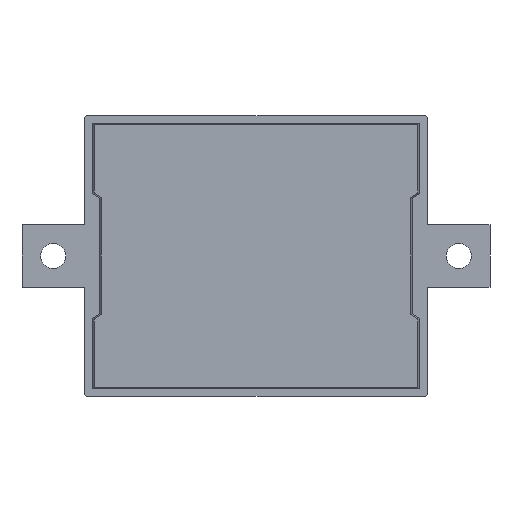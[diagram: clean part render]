
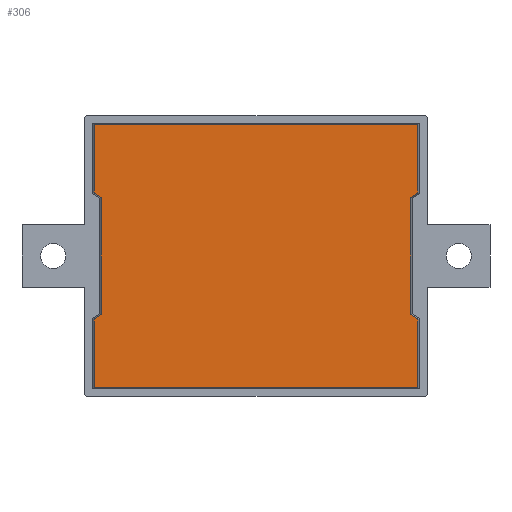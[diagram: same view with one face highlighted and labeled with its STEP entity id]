
A CAD part, front view. The second image highlights one B-rep face of the part: STEP entity #306.
In plain terms, the highlighted planar face has unit normal (0, -1, 0).
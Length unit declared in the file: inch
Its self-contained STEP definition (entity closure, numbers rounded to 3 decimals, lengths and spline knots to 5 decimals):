
#22 = VERTEX_POINT ( 'NONE', #370 ) ;
#35 = CARTESIAN_POINT ( 'NONE',  ( 0.20432, -0.06693, -0.16593 ) ) ;
#39 = VECTOR ( 'NONE', #1154, 39.37008 ) ;
#42 = VERTEX_POINT ( 'NONE', #1334 ) ;
#87 = AXIS2_PLACEMENT_3D ( 'NONE', #862, #685, #672 ) ;
#93 = ORIENTED_EDGE ( 'NONE', *, *, #1864, .T. ) ;
#117 = VECTOR ( 'NONE', #1661, 39.37008 ) ;
#126 = VECTOR ( 'NONE', #2354, 39.37008 ) ;
#134 = EDGE_CURVE ( 'NONE', #1695, #1829, #821, .T. ) ;
#141 = VERTEX_POINT ( 'NONE', #35 ) ;
#146 = VERTEX_POINT ( 'NONE', #2332 ) ;
#166 = EDGE_CURVE ( 'NONE', #794, #2262, #784, .T. ) ;
#193 = CARTESIAN_POINT ( 'NONE',  ( 0.19546, -0.06693, -0.07283 ) ) ;
#221 = CARTESIAN_POINT ( 'NONE',  ( -0.20432, -0.06693, -0.07874 ) ) ;
#260 = CARTESIAN_POINT ( 'NONE',  ( -0.19546, -0.06693, 0.07283 ) ) ;
#279 = ORIENTED_EDGE ( 'NONE', *, *, #166, .T. ) ;
#295 = EDGE_LOOP ( 'NONE', ( #279, #1472, #1790, #1136, #499, #93, #2221, #1839, #2201, #1341, #323, #2073 ) ) ;
#306 = ADVANCED_FACE ( 'NONE', ( #1610 ), #2378, .T. ) ;
#323 = ORIENTED_EDGE ( 'NONE', *, *, #1190, .T. ) ;
#356 = VECTOR ( 'NONE', #1980, 39.37008 ) ;
#366 = LINE ( 'NONE', #780, #549 ) ;
#370 = CARTESIAN_POINT ( 'NONE',  ( 0.19546, -0.06693, -0.07358 ) ) ;
#375 = EDGE_CURVE ( 'NONE', #22, #42, #1484, .T. ) ;
#401 = LINE ( 'NONE', #1476, #1032 ) ;
#446 = EDGE_CURVE ( 'NONE', #2262, #1695, #733, .T. ) ;
#499 = ORIENTED_EDGE ( 'NONE', *, *, #1627, .T. ) ;
#549 = VECTOR ( 'NONE', #1495, 39.37008 ) ;
#564 = DIRECTION ( 'NONE',  ( 0.832, 0., -0.555 ) ) ;
#616 = CARTESIAN_POINT ( 'NONE',  ( -0.19546, -0.06693, -0.07358 ) ) ;
#668 = CARTESIAN_POINT ( 'NONE',  ( -0.20432, -0.06693, 0.07948 ) ) ;
#672 = DIRECTION ( 'NONE',  ( 0., 0., -1. ) ) ;
#685 = DIRECTION ( 'NONE',  ( 0., -1., 0. ) ) ;
#695 = VERTEX_POINT ( 'NONE', #668 ) ;
#722 = DIRECTION ( 'NONE',  ( 0., 0., 1. ) ) ;
#733 = LINE ( 'NONE', #743, #1714 ) ;
#743 = CARTESIAN_POINT ( 'NONE',  ( -0.19608, -0.06693, -0.07399 ) ) ;
#780 = CARTESIAN_POINT ( 'NONE',  ( -0.20432, -0.06693, 0.16732 ) ) ;
#784 = LINE ( 'NONE', #260, #1158 ) ;
#794 = VERTEX_POINT ( 'NONE', #2056 ) ;
#821 = LINE ( 'NONE', #221, #126 ) ;
#829 = DIRECTION ( 'NONE',  ( 0., 0., -1. ) ) ;
#846 = LINE ( 'NONE', #2383, #2400 ) ;
#862 = CARTESIAN_POINT ( 'NONE',  ( 0., -0.06693, 0. ) ) ;
#898 = LINE ( 'NONE', #1651, #1620 ) ;
#905 = LINE ( 'NONE', #1118, #117 ) ;
#1032 = VECTOR ( 'NONE', #564, 39.37008 ) ;
#1118 = CARTESIAN_POINT ( 'NONE',  ( 0.20494, -0.06693, -0.0799 ) ) ;
#1136 = ORIENTED_EDGE ( 'NONE', *, *, #2122, .T. ) ;
#1150 = EDGE_CURVE ( 'NONE', #1447, #146, #898, .T. ) ;
#1154 = DIRECTION ( 'NONE',  ( 0.832, 0., 0.555 ) ) ;
#1158 = VECTOR ( 'NONE', #829, 39.37008 ) ;
#1190 = EDGE_CURVE ( 'NONE', #146, #695, #366, .T. ) ;
#1201 = VECTOR ( 'NONE', #722, 39.37008 ) ;
#1266 = CARTESIAN_POINT ( 'NONE',  ( -0.20571, -0.06693, -0.16593 ) ) ;
#1289 = CARTESIAN_POINT ( 'NONE',  ( -0.20432, -0.06693, -0.16593 ) ) ;
#1334 = CARTESIAN_POINT ( 'NONE',  ( 0.19546, -0.06693, 0.07358 ) ) ;
#1338 = CARTESIAN_POINT ( 'NONE',  ( 0.19608, -0.06693, 0.07399 ) ) ;
#1341 = ORIENTED_EDGE ( 'NONE', *, *, #1150, .T. ) ;
#1404 = LINE ( 'NONE', #2172, #2361 ) ;
#1447 = VERTEX_POINT ( 'NONE', #1843 ) ;
#1472 = ORIENTED_EDGE ( 'NONE', *, *, #446, .T. ) ;
#1476 = CARTESIAN_POINT ( 'NONE',  ( -0.20494, -0.06693, 0.0799 ) ) ;
#1484 = LINE ( 'NONE', #193, #1201 ) ;
#1495 = DIRECTION ( 'NONE',  ( 0., 0., -1. ) ) ;
#1524 = CARTESIAN_POINT ( 'NONE',  ( 0.20432, -0.06693, 0.07948 ) ) ;
#1555 = VERTEX_POINT ( 'NONE', #1524 ) ;
#1610 = FACE_OUTER_BOUND ( 'NONE', #295, .T. ) ;
#1620 = VECTOR ( 'NONE', #2434, 39.37008 ) ;
#1627 = EDGE_CURVE ( 'NONE', #141, #1809, #1404, .T. ) ;
#1651 = CARTESIAN_POINT ( 'NONE',  ( 0.20571, -0.06693, 0.16593 ) ) ;
#1661 = DIRECTION ( 'NONE',  ( -0.832, 0., 0.555 ) ) ;
#1695 = VERTEX_POINT ( 'NONE', #1795 ) ;
#1714 = VECTOR ( 'NONE', #1882, 39.37008 ) ;
#1790 = ORIENTED_EDGE ( 'NONE', *, *, #134, .T. ) ;
#1795 = CARTESIAN_POINT ( 'NONE',  ( -0.20432, -0.06693, -0.07948 ) ) ;
#1809 = VERTEX_POINT ( 'NONE', #1851 ) ;
#1810 = EDGE_CURVE ( 'NONE', #1555, #1447, #846, .T. ) ;
#1811 = LINE ( 'NONE', #1266, #356 ) ;
#1829 = VERTEX_POINT ( 'NONE', #1289 ) ;
#1839 = ORIENTED_EDGE ( 'NONE', *, *, #1849, .T. ) ;
#1843 = CARTESIAN_POINT ( 'NONE',  ( 0.20432, -0.06693, 0.16593 ) ) ;
#1846 = EDGE_CURVE ( 'NONE', #695, #794, #401, .T. ) ;
#1849 = EDGE_CURVE ( 'NONE', #42, #1555, #2054, .T. ) ;
#1851 = CARTESIAN_POINT ( 'NONE',  ( 0.20432, -0.06693, -0.07948 ) ) ;
#1864 = EDGE_CURVE ( 'NONE', #1809, #22, #905, .T. ) ;
#1882 = DIRECTION ( 'NONE',  ( -0.832, 0., -0.555 ) ) ;
#1980 = DIRECTION ( 'NONE',  ( 1., 0., 0. ) ) ;
#2054 = LINE ( 'NONE', #1338, #39 ) ;
#2056 = CARTESIAN_POINT ( 'NONE',  ( -0.19546, -0.06693, 0.07358 ) ) ;
#2073 = ORIENTED_EDGE ( 'NONE', *, *, #1846, .T. ) ;
#2122 = EDGE_CURVE ( 'NONE', #1829, #141, #1811, .T. ) ;
#2137 = DIRECTION ( 'NONE',  ( 0., 0., 1. ) ) ;
#2172 = CARTESIAN_POINT ( 'NONE',  ( 0.20432, -0.06693, -0.16732 ) ) ;
#2185 = DIRECTION ( 'NONE',  ( 0., 0., 1. ) ) ;
#2201 = ORIENTED_EDGE ( 'NONE', *, *, #1810, .T. ) ;
#2221 = ORIENTED_EDGE ( 'NONE', *, *, #375, .T. ) ;
#2262 = VERTEX_POINT ( 'NONE', #616 ) ;
#2332 = CARTESIAN_POINT ( 'NONE',  ( -0.20432, -0.06693, 0.16593 ) ) ;
#2354 = DIRECTION ( 'NONE',  ( 0., 0., -1. ) ) ;
#2361 = VECTOR ( 'NONE', #2137, 39.37008 ) ;
#2378 = PLANE ( 'NONE',  #87 ) ;
#2383 = CARTESIAN_POINT ( 'NONE',  ( 0.20432, -0.06693, 0.07874 ) ) ;
#2400 = VECTOR ( 'NONE', #2185, 39.37008 ) ;
#2434 = DIRECTION ( 'NONE',  ( -1., 0., 0. ) ) ;
